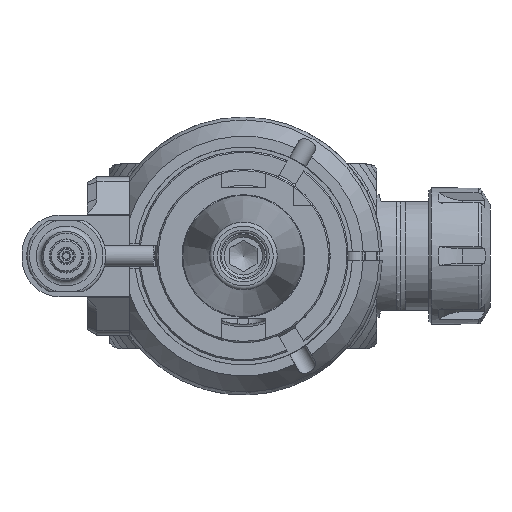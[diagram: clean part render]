
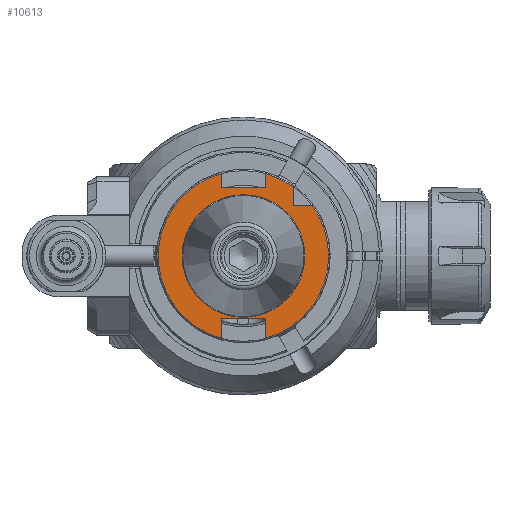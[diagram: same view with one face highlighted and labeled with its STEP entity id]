
A CAD part, left-side view. The second image highlights one B-rep face of the part: STEP entity #10613.
In plain terms, the highlighted planar face has unit normal (-1, 0, 0).
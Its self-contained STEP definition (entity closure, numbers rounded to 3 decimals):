
#671=FACE_BOUND('',#3442,.T.);
#1336=LINE('',#52227,#2118);
#1337=LINE('',#52229,#2119);
#1338=LINE('',#52231,#2120);
#1339=LINE('',#52235,#2121);
#1340=LINE('',#52236,#2122);
#1341=LINE('',#52238,#2123);
#1342=LINE('',#52240,#2124);
#1343=LINE('',#52241,#2125);
#2118=VECTOR('',#13873,7.421);
#2119=VECTOR('',#13874,16.1);
#2120=VECTOR('',#13875,7.421);
#2121=VECTOR('',#13878,6.717);
#2122=VECTOR('',#13879,6.717);
#2123=VECTOR('',#13880,5.221);
#2124=VECTOR('',#13881,16.1);
#2125=VECTOR('',#13882,5.221);
#2818=FACE_OUTER_BOUND('',#3441,.T.);
#3441=EDGE_LOOP('',(#9266,#9267,#9268,#9269,#9270,#9271,#9272,#9273,#9274,
#9275,#9276));
#3442=EDGE_LOOP('',(#9277));
#3876=CIRCLE('',#11526,31.275);
#3878=CIRCLE('',#11529,31.275);
#3879=CIRCLE('',#11530,31.275);
#3880=CIRCLE('',#11531,22.525);
#4899=VERTEX_POINT('',#52208);
#4900=VERTEX_POINT('',#52209);
#4901=VERTEX_POINT('',#52223);
#4902=VERTEX_POINT('',#52224);
#4903=VERTEX_POINT('',#52226);
#4904=VERTEX_POINT('',#52228);
#4905=VERTEX_POINT('',#52230);
#4906=VERTEX_POINT('',#52232);
#4907=VERTEX_POINT('',#52234);
#4908=VERTEX_POINT('',#52237);
#4909=VERTEX_POINT('',#52239);
#4910=VERTEX_POINT('',#52242);
#6390=EDGE_CURVE('',#4899,#4900,#3876,.T.);
#6393=EDGE_CURVE('',#4901,#4902,#3878,.T.);
#6394=EDGE_CURVE('',#4902,#4903,#1336,.T.);
#6395=EDGE_CURVE('',#4903,#4904,#1337,.T.);
#6396=EDGE_CURVE('',#4904,#4905,#1338,.T.);
#6397=EDGE_CURVE('',#4905,#4906,#3879,.T.);
#6398=EDGE_CURVE('',#4906,#4907,#1339,.T.);
#6399=EDGE_CURVE('',#4907,#4899,#1340,.T.);
#6400=EDGE_CURVE('',#4900,#4908,#1341,.T.);
#6401=EDGE_CURVE('',#4908,#4909,#1342,.T.);
#6402=EDGE_CURVE('',#4909,#4901,#1343,.T.);
#6403=EDGE_CURVE('',#4910,#4910,#3880,.T.);
#9266=ORIENTED_EDGE('',*,*,#6393,.T.);
#9267=ORIENTED_EDGE('',*,*,#6394,.T.);
#9268=ORIENTED_EDGE('',*,*,#6395,.T.);
#9269=ORIENTED_EDGE('',*,*,#6396,.T.);
#9270=ORIENTED_EDGE('',*,*,#6397,.T.);
#9271=ORIENTED_EDGE('',*,*,#6398,.T.);
#9272=ORIENTED_EDGE('',*,*,#6399,.T.);
#9273=ORIENTED_EDGE('',*,*,#6390,.T.);
#9274=ORIENTED_EDGE('',*,*,#6400,.T.);
#9275=ORIENTED_EDGE('',*,*,#6401,.T.);
#9276=ORIENTED_EDGE('',*,*,#6402,.T.);
#9277=ORIENTED_EDGE('',*,*,#6403,.T.);
#10116=PLANE('',#11528);
#10613=ADVANCED_FACE('',(#2818,#671),#10116,.T.);
#11526=AXIS2_PLACEMENT_3D('',#52210,#13865,#13866);
#11528=AXIS2_PLACEMENT_3D('',#52222,#13869,#13870);
#11529=AXIS2_PLACEMENT_3D('',#52225,#13871,#13872);
#11530=AXIS2_PLACEMENT_3D('',#52233,#13876,#13877);
#11531=AXIS2_PLACEMENT_3D('',#52243,#13883,#13884);
#13865=DIRECTION('center_axis',(-1.,0.,0.));
#13866=DIRECTION('ref_axis',(0.,-0.592,0.806));
#13869=DIRECTION('center_axis',(-1.,0.,0.));
#13870=DIRECTION('ref_axis',(0.,-1.,0.));
#13871=DIRECTION('center_axis',(-1.,0.,0.));
#13872=DIRECTION('ref_axis',(0.,0.257,0.966));
#13873=DIRECTION('',(0.,0.,1.));
#13874=DIRECTION('',(0.,-1.,0.));
#13875=DIRECTION('',(0.,0.,-1.));
#13876=DIRECTION('center_axis',(-1.,0.,0.));
#13877=DIRECTION('ref_axis',(0.,-0.257,-0.966));
#13878=DIRECTION('',(0.,1.,0.));
#13879=DIRECTION('',(0.,0.,1.));
#13880=DIRECTION('',(0.,0.,-1.));
#13881=DIRECTION('',(0.,1.,0.));
#13882=DIRECTION('',(0.,0.,1.));
#13883=DIRECTION('center_axis',(1.,0.,0.));
#13884=DIRECTION('ref_axis',(0.,-1.,0.));
#52208=CARTESIAN_POINT('',(-82.8,-18.5,25.217));
#52209=CARTESIAN_POINT('',(-82.8,-8.05,30.221));
#52210=CARTESIAN_POINT('Origin',(-82.8,0.,0.));
#52222=CARTESIAN_POINT('Origin',(-82.8,0.,0.));
#52223=CARTESIAN_POINT('',(-82.8,8.05,30.221));
#52224=CARTESIAN_POINT('',(-82.8,8.05,-30.221));
#52225=CARTESIAN_POINT('Origin',(-82.8,0.,0.));
#52226=CARTESIAN_POINT('',(-82.8,8.05,-22.8));
#52227=CARTESIAN_POINT('',(-82.8,8.05,-30.221));
#52228=CARTESIAN_POINT('',(-82.8,-8.05,-22.8));
#52229=CARTESIAN_POINT('',(-82.8,8.05,-22.8));
#52230=CARTESIAN_POINT('',(-82.8,-8.05,-30.221));
#52231=CARTESIAN_POINT('',(-82.8,-8.05,-22.8));
#52232=CARTESIAN_POINT('',(-82.8,-25.217,18.5));
#52233=CARTESIAN_POINT('Origin',(-82.8,0.,0.));
#52234=CARTESIAN_POINT('',(-82.8,-18.5,18.5));
#52235=CARTESIAN_POINT('',(-82.8,-25.217,18.5));
#52236=CARTESIAN_POINT('',(-82.8,-18.5,18.5));
#52237=CARTESIAN_POINT('',(-82.8,-8.05,25.));
#52238=CARTESIAN_POINT('',(-82.8,-8.05,30.221));
#52239=CARTESIAN_POINT('',(-82.8,8.05,25.));
#52240=CARTESIAN_POINT('',(-82.8,-8.05,25.));
#52241=CARTESIAN_POINT('',(-82.8,8.05,25.));
#52242=CARTESIAN_POINT('',(-82.8,-22.525,0.));
#52243=CARTESIAN_POINT('Origin',(-82.8,0.,0.));
